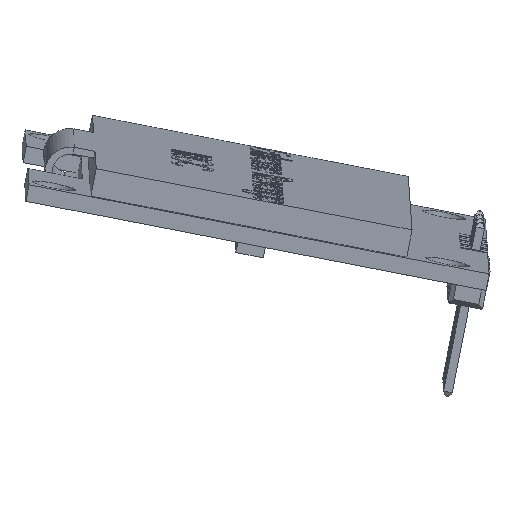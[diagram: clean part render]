
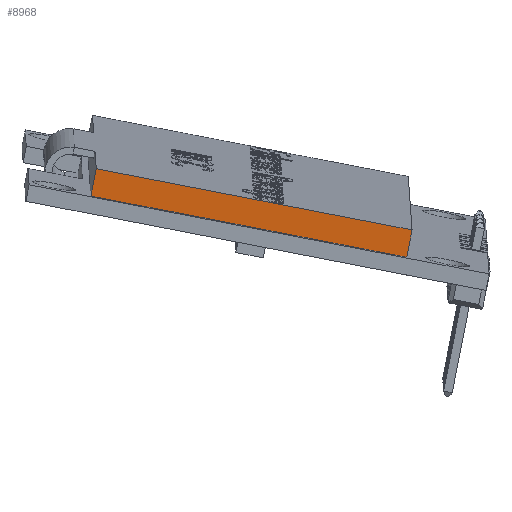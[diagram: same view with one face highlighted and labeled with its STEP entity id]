
A CAD part, front view. The second image highlights one B-rep face of the part: STEP entity #8968.
In plain terms, the highlighted face is planar.
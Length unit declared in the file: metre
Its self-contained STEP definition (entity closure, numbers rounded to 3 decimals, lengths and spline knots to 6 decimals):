
#3278 = CARTESIAN_POINT ( 'NONE',  ( 0.01725, 0.0032, 0.01225 ) ) ;
#3584 = EDGE_CURVE ( 'NONE', #18172, #6921, #26486, .T. ) ;
#5251 = EDGE_CURVE ( 'NONE', #6921, #21949, #22097, .T. ) ;
#6767 = VECTOR ( 'NONE', #17920, 1. ) ;
#6921 = VERTEX_POINT ( 'NONE', #14977 ) ;
#7467 = CARTESIAN_POINT ( 'NONE',  ( 0.01725, 0.0032, -0.01075 ) ) ;
#8623 = LINE ( 'NONE', #23073, #12800 ) ;
#8710 = EDGE_LOOP ( 'NONE', ( #23731, #10208, #15753, #22653 ) ) ;
#8968 = ADVANCED_FACE ( 'NONE', ( #12635 ), #14586, .F. ) ;
#9115 = CARTESIAN_POINT ( 'NONE',  ( 0.01725, 0.0012, -0.01075 ) ) ;
#9416 = LINE ( 'NONE', #3278, #17256 ) ;
#9462 = CARTESIAN_POINT ( 'NONE',  ( 0.01725, 0.0032, -0.01075 ) ) ;
#10208 = ORIENTED_EDGE ( 'NONE', *, *, #5251, .F. ) ;
#11889 = EDGE_CURVE ( 'NONE', #15899, #21949, #8623, .T. ) ;
#12635 = FACE_OUTER_BOUND ( 'NONE', #8710, .T. ) ;
#12800 = VECTOR ( 'NONE', #23494, 1. ) ;
#14586 = PLANE ( 'NONE',  #22647 ) ;
#14977 = CARTESIAN_POINT ( 'NONE',  ( 0.01725, 0.0032, -0.01075 ) ) ;
#15150 = CARTESIAN_POINT ( 'NONE',  ( 0.01725, 0.0032, -0.01075 ) ) ;
#15753 = ORIENTED_EDGE ( 'NONE', *, *, #3584, .F. ) ;
#15899 = VERTEX_POINT ( 'NONE', #25920 ) ;
#15930 = DIRECTION ( 'NONE',  ( 0., 0., -1. ) ) ;
#16388 = VECTOR ( 'NONE', #15930, 1. ) ;
#16429 = CARTESIAN_POINT ( 'NONE',  ( 0.01725, 0.0032, 0.01225 ) ) ;
#17256 = VECTOR ( 'NONE', #17873, 1. ) ;
#17873 = DIRECTION ( 'NONE',  ( 0., -1., 0. ) ) ;
#17920 = DIRECTION ( 'NONE',  ( 0., -1., 0. ) ) ;
#18172 = VERTEX_POINT ( 'NONE', #16429 ) ;
#19724 = DIRECTION ( 'NONE',  ( -1., 0., 0. ) ) ;
#20197 = EDGE_CURVE ( 'NONE', #18172, #15899, #9416, .T. ) ;
#21949 = VERTEX_POINT ( 'NONE', #9115 ) ;
#22097 = LINE ( 'NONE', #9462, #6767 ) ;
#22647 = AXIS2_PLACEMENT_3D ( 'NONE', #15150, #19724, #23747 ) ;
#22653 = ORIENTED_EDGE ( 'NONE', *, *, #20197, .T. ) ;
#23073 = CARTESIAN_POINT ( 'NONE',  ( 0.01725, 0.0012, -0.01075 ) ) ;
#23494 = DIRECTION ( 'NONE',  ( 0., 0., -1. ) ) ;
#23731 = ORIENTED_EDGE ( 'NONE', *, *, #11889, .T. ) ;
#23747 = DIRECTION ( 'NONE',  ( 0., 0., 1. ) ) ;
#25920 = CARTESIAN_POINT ( 'NONE',  ( 0.01725, 0.0012, 0.01225 ) ) ;
#26486 = LINE ( 'NONE', #7467, #16388 ) ;
